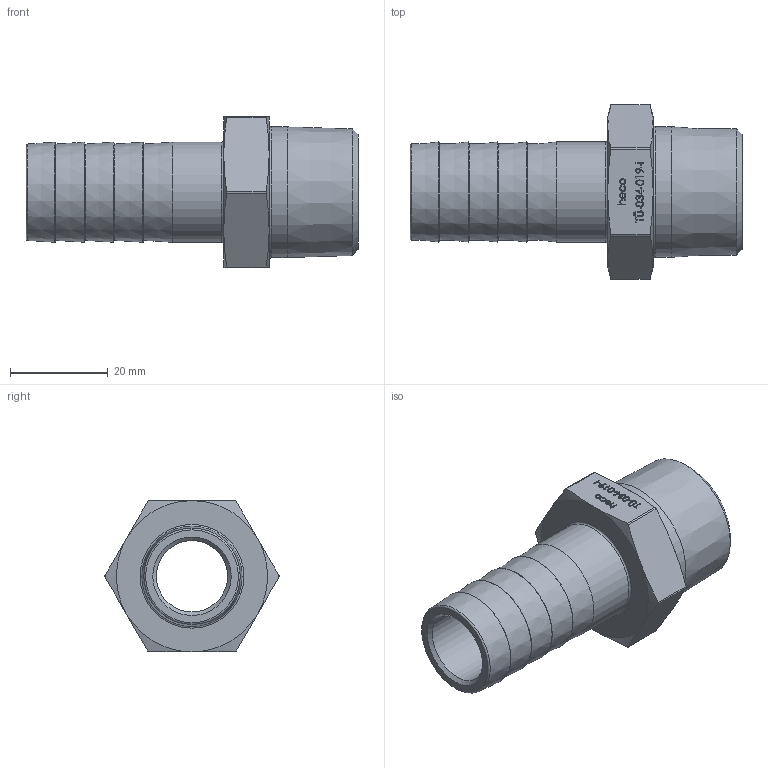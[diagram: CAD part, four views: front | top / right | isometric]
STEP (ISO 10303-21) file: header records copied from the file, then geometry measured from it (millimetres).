
FILE_DESCRIPTION (( 'STEP AP214' ), '1' );
FILE_NAME ('heco TÜ-034-019-I.STEP', '2016-01-12T13:48:26', ( 'test' ), ( '' ), 'SwSTEP 2.0', 'SolidWorks 2011', '' );
FILE_SCHEMA (( 'AUTOMOTIVE_DESIGN' ));
Length unit declared in the file: millimetre
Products named in the file (1): heco TÜ-034-019-I
Bounding box: 68 x 35.68 x 31.1 mm (x, y, z)
Volume: 17158.8 mm3; surface area: 9586.6 mm2
Topology: 1 solids, 1 shells, 240 faces, 600 edges, 392 vertices
Faces by surface type: plane 106, bspline 91, cone 22, torus 11, cylinder 10
Full cylindrical faces by diameter (mm): 14.6 x1, 18 x1, 20.5 x1, 26.753 x1
Entity records: 14457 total; most frequent: CARTESIAN_POINT 6915, ORIENTED_EDGE 1138, DIRECTION 695, EDGE_CURVE 569, VERTEX_POINT 386, VECTOR 307, LINE 307, EDGE_LOOP 297
